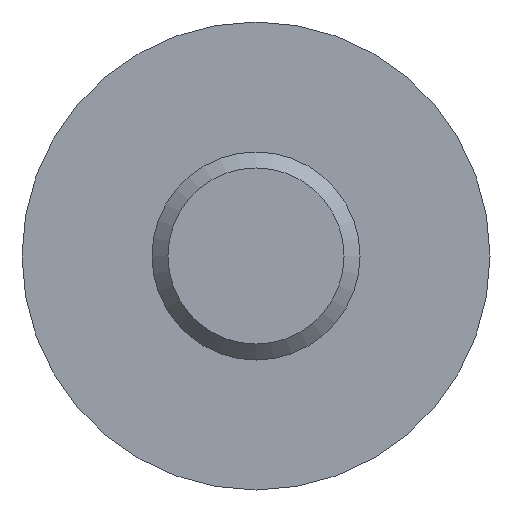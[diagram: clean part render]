
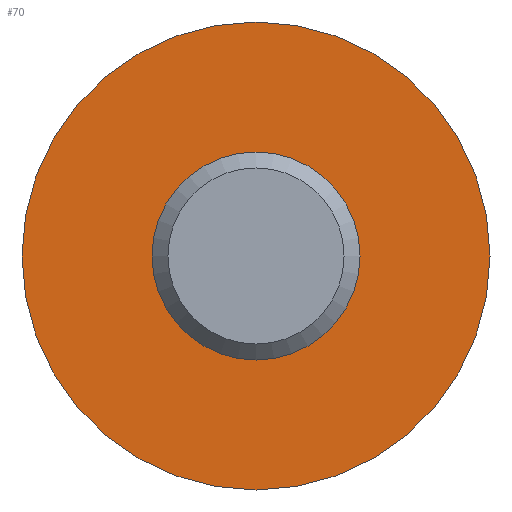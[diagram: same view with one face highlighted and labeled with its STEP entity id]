
A CAD part, front view. The second image highlights one B-rep face of the part: STEP entity #70.
In plain terms, the highlighted planar face has unit normal (0, -1, 0).
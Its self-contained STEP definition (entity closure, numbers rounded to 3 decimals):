
#70 = ADVANCED_FACE( '', ( #144, #145 ), #146, .F. );
#144 = FACE_BOUND( '', #210, .T. );
#145 = FACE_OUTER_BOUND( '', #211, .T. );
#146 = PLANE( '', #212 );
#210 = EDGE_LOOP( '', ( #316 ) );
#211 = EDGE_LOOP( '', ( #317 ) );
#212 = AXIS2_PLACEMENT_3D( '', #318, #319, #320 );
#316 = ORIENTED_EDGE( '', *, *, #328, .F. );
#317 = ORIENTED_EDGE( '', *, *, #352, .T. );
#318 = CARTESIAN_POINT( '', ( 18., 0., 0. ) );
#319 = DIRECTION( '', ( 0., 1., 0. ) );
#320 = DIRECTION( '', ( 0., 0., 1. ) );
#328 = EDGE_CURVE( '', #370, #370, #371, .T. );
#352 = EDGE_CURVE( '', #404, #404, #405, .T. );
#370 = VERTEX_POINT( '', #425 );
#371 = CIRCLE( '', #426, 7.5 );
#404 = VERTEX_POINT( '', #522 );
#405 = CIRCLE( '', #523, 18. );
#425 = CARTESIAN_POINT( '', ( 0., 0., -7.5 ) );
#426 = AXIS2_PLACEMENT_3D( '', #541, #542, #543 );
#522 = CARTESIAN_POINT( '', ( 0., 0., -18. ) );
#523 = AXIS2_PLACEMENT_3D( '', #568, #569, #570 );
#541 = CARTESIAN_POINT( '', ( 0., 0., 0. ) );
#542 = DIRECTION( '', ( 0., -1., 0. ) );
#543 = DIRECTION( '', ( 0., 0., -1. ) );
#568 = CARTESIAN_POINT( '', ( 0., 0., 0. ) );
#569 = DIRECTION( '', ( 0., -1., 0. ) );
#570 = DIRECTION( '', ( 0., 0., -1. ) );
